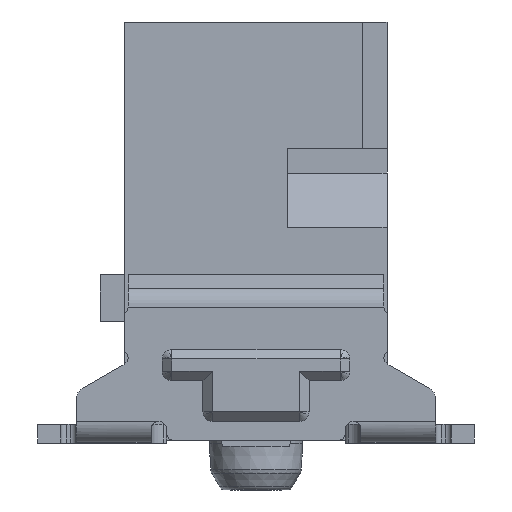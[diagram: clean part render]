
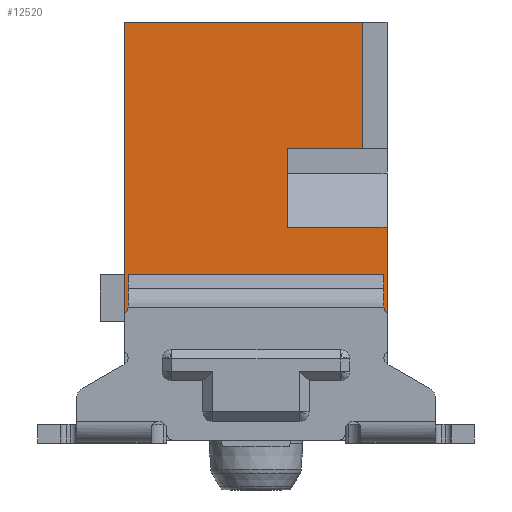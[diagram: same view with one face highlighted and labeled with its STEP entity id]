
A CAD part, left-side view. The second image highlights one B-rep face of the part: STEP entity #12520.
In plain terms, the highlighted planar face has unit normal (-1, 0, 0).
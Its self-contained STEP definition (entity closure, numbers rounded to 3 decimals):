
#405=PLANE($,#13363);
#936=FACE_OUTER_BOUND($,#1667,.T.);
#1667=EDGE_LOOP($,(#9017,#9018,#9019,#9020,#9021,#9022,#9023,#9024));
#2419=LINE($,#17867,#3880);
#2523=LINE($,#18137,#3984);
#2524=LINE($,#18139,#3985);
#2525=LINE($,#18140,#3986);
#2526=LINE($,#18142,#3987);
#2527=LINE($,#18144,#3988);
#2528=LINE($,#18146,#3989);
#2529=LINE($,#18147,#3990);
#3880=VECTOR($,#14420,4.9);
#3984=VECTOR($,#14630,1.2);
#3985=VECTOR($,#14631,2.02);
#3986=VECTOR($,#14632,3.8);
#3987=VECTOR($,#14633,4.2);
#3988=VECTOR($,#14634,1.614);
#3989=VECTOR($,#14635,1.6);
#3990=VECTOR($,#14636,1.266);
#5636=VERTEX_POINT($,#17864);
#5637=VERTEX_POINT($,#17866);
#5749=VERTEX_POINT($,#18135);
#5750=VERTEX_POINT($,#18136);
#5751=VERTEX_POINT($,#18138);
#5752=VERTEX_POINT($,#18141);
#5753=VERTEX_POINT($,#18143);
#5754=VERTEX_POINT($,#18145);
#6904=EDGE_CURVE($,#5637,#5636,#2419,.T.);
#7039=EDGE_CURVE($,#5749,#5750,#2523,.T.);
#7040=EDGE_CURVE($,#5750,#5751,#2524,.T.);
#7041=EDGE_CURVE($,#5637,#5751,#2525,.T.);
#7042=EDGE_CURVE($,#5636,#5752,#2526,.T.);
#7043=EDGE_CURVE($,#5753,#5752,#2527,.T.);
#7044=EDGE_CURVE($,#5754,#5753,#2528,.T.);
#7045=EDGE_CURVE($,#5749,#5754,#2529,.T.);
#9017=ORIENTED_EDGE($,*,*,#7039,.T.);
#9018=ORIENTED_EDGE($,*,*,#7040,.T.);
#9019=ORIENTED_EDGE($,*,*,#7041,.F.);
#9020=ORIENTED_EDGE($,*,*,#6904,.T.);
#9021=ORIENTED_EDGE($,*,*,#7042,.T.);
#9022=ORIENTED_EDGE($,*,*,#7043,.F.);
#9023=ORIENTED_EDGE($,*,*,#7044,.F.);
#9024=ORIENTED_EDGE($,*,*,#7045,.F.);
#12520=ADVANCED_FACE($,(#936),#405,.F.);
#13363=AXIS2_PLACEMENT_3D($,#18134,#14628,#14629);
#14420=DIRECTION($,(0.,0.,-1.));
#14628=DIRECTION('center_axis',(1.,0.,0.));
#14629=DIRECTION('ref_axis',(0.,1.,0.));
#14630=DIRECTION($,(0.,-1.,0.));
#14631=DIRECTION($,(0.,0.,1.));
#14632=DIRECTION($,(0.,-1.,0.));
#14633=DIRECTION($,(0.,-1.,0.));
#14634=DIRECTION($,(0.,0.,-1.));
#14635=DIRECTION($,(0.,-1.,0.));
#14636=DIRECTION($,(0.,0.,-1.));
#17864=CARTESIAN_POINT('',(-6.455,2.1,1.85));
#17866=CARTESIAN_POINT('',(-6.455,2.1,6.75));
#17867=CARTESIAN_POINT($,(-6.455,2.1,1.75));
#18134=CARTESIAN_POINT('Origin',(-6.455,-2.1,1.75));
#18135=CARTESIAN_POINT('',(-6.455,-0.5,4.73));
#18136=CARTESIAN_POINT('',(-6.455,-1.7,4.73));
#18137=CARTESIAN_POINT($,(-6.455,-0.5,4.73));
#18138=CARTESIAN_POINT('',(-6.455,-1.7,6.75));
#18139=CARTESIAN_POINT($,(-6.455,-1.7,0.049));
#18140=CARTESIAN_POINT($,(-6.455,2.1,6.75));
#18141=CARTESIAN_POINT('',(-6.455,-2.1,1.85));
#18142=CARTESIAN_POINT($,(-6.455,4.624,1.85));
#18143=CARTESIAN_POINT('',(-6.455,-2.1,3.464));
#18144=CARTESIAN_POINT($,(-6.455,-2.1,1.75));
#18145=CARTESIAN_POINT('',(-6.455,-0.5,3.464));
#18146=CARTESIAN_POINT($,(-6.455,-0.5,3.464));
#18147=CARTESIAN_POINT($,(-6.455,-0.5,3.464));
